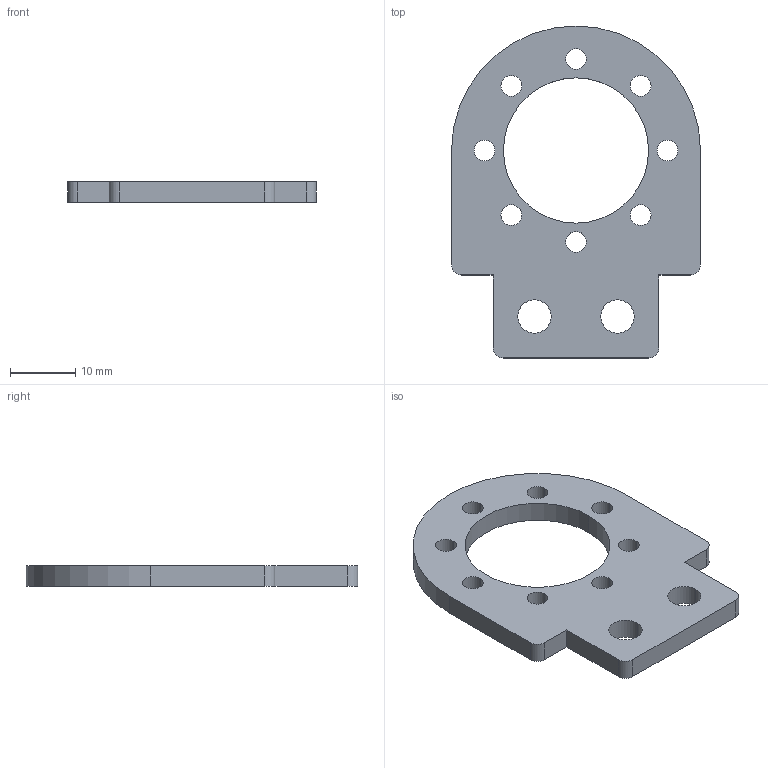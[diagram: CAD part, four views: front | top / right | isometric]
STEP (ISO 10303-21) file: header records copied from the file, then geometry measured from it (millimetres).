
FILE_DESCRIPTION (( 'STEP AP203' ), '1' );
FILE_NAME ('am-5011 RoBits Motor Mount (Side 2 Hole).STEP', '2023-03-17T20:02:28', ( '' ), ( '' ), 'SwSTEP 2.0', 'SolidWorks 2022', '' );
FILE_SCHEMA (( 'CONFIG_CONTROL_DESIGN' ));
Length unit declared in the file: inch
Products named in the file (1): am-5011 RoBits Motor Mount (Side 2 Hole)
Bounding box: 38.1 x 50.8 x 3.17 mm (x, y, z)
Volume: 3568.8 mm3; surface area: 3328.9 mm2
Topology: 1 solids, 1 shells, 36 faces, 102 edges, 68 vertices
Faces by surface type: cylinder 27, plane 9
Entity records: 1323 total; most frequent: DIRECTION 230, CARTESIAN_POINT 207, ORIENTED_EDGE 204, EDGE_CURVE 102, AXIS2_PLACEMENT_3D 91, VERTEX_POINT 68, EDGE_LOOP 58, CIRCLE 54
